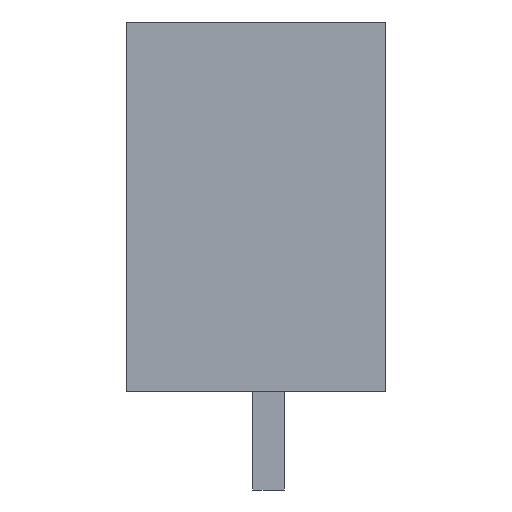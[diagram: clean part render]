
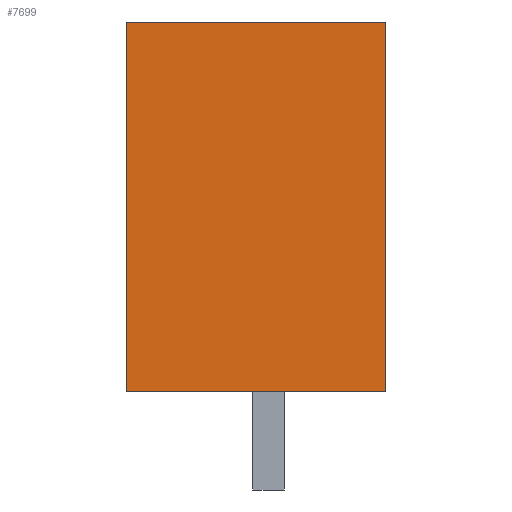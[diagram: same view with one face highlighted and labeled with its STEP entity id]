
A CAD part, left-side view. The second image highlights one B-rep face of the part: STEP entity #7699.
In plain terms, the highlighted planar face has unit normal (-1, 0, 0).
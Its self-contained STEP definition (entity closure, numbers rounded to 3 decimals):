
#7679=AXIS2_PLACEMENT_3D('Plane Axis2P3D',#7676,#7677,#7678) ;
#1793=CARTESIAN_POINT('Vertex',(0.,0.,3.2)) ;
#1796=CARTESIAN_POINT('Line Origine',(0.,4.215,3.2)) ;
#1800=CARTESIAN_POINT('Vertex',(0.,8.43,3.2)) ;
#7509=CARTESIAN_POINT('Line Origine',(0.,0.,9.2)) ;
#7513=CARTESIAN_POINT('Vertex',(0.,0.,15.2)) ;
#7676=CARTESIAN_POINT('Axis2P3D Location',(0.,8.43,15.2)) ;
#7681=CARTESIAN_POINT('Line Origine',(0.,4.215,15.2)) ;
#7685=CARTESIAN_POINT('Vertex',(0.,8.43,15.2)) ;
#7688=CARTESIAN_POINT('Line Origine',(0.,8.43,9.2)) ;
#1797=DIRECTION('Vector Direction',(0.,-1.,0.)) ;
#7510=DIRECTION('Vector Direction',(0.,0.,-1.)) ;
#7677=DIRECTION('Axis2P3D Direction',(-1.,0.,0.)) ;
#7678=DIRECTION('Axis2P3D XDirection',(0.,0.,1.)) ;
#7682=DIRECTION('Vector Direction',(0.,-1.,0.)) ;
#7689=DIRECTION('Vector Direction',(0.,0.,-1.)) ;
#1798=VECTOR('Line Direction',#1797,1.) ;
#7511=VECTOR('Line Direction',#7510,1.) ;
#7683=VECTOR('Line Direction',#7682,1.) ;
#7690=VECTOR('Line Direction',#7689,1.) ;
#7694=ORIENTED_EDGE('',*,*,#7687,.F.) ;
#7695=ORIENTED_EDGE('',*,*,#7692,.T.) ;
#7696=ORIENTED_EDGE('',*,*,#1802,.T.) ;
#7697=ORIENTED_EDGE('',*,*,#7515,.F.) ;
#7699=ADVANCED_FACE('HOUSING',(#7698),#7680,.T.) ;
#1802=EDGE_CURVE('',#1801,#1794,#1799,.T.) ;
#7515=EDGE_CURVE('',#7514,#1794,#7512,.T.) ;
#7687=EDGE_CURVE('',#7686,#7514,#7684,.T.) ;
#7692=EDGE_CURVE('',#7686,#1801,#7691,.T.) ;
#7693=EDGE_LOOP('',(#7694,#7695,#7696,#7697)) ;
#7698=FACE_OUTER_BOUND('',#7693,.T.) ;
#1799=LINE('Line',#1796,#1798) ;
#7512=LINE('Line',#7509,#7511) ;
#7684=LINE('Line',#7681,#7683) ;
#7691=LINE('Line',#7688,#7690) ;
#7680=PLANE('',#7679) ;
#1794=VERTEX_POINT('',#1793) ;
#1801=VERTEX_POINT('',#1800) ;
#7514=VERTEX_POINT('',#7513) ;
#7686=VERTEX_POINT('',#7685) ;
